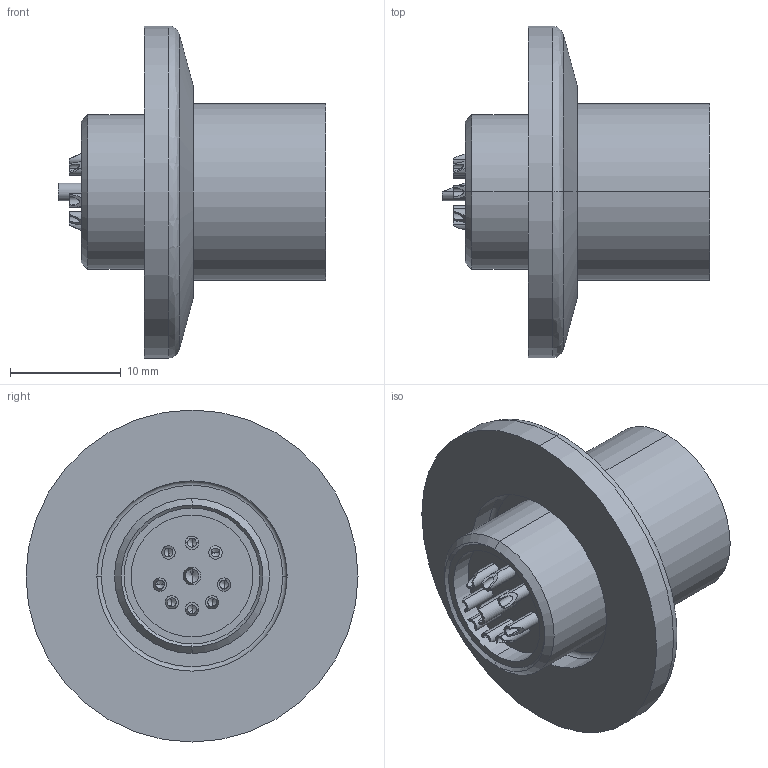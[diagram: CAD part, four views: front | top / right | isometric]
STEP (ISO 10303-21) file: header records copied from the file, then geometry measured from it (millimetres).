
FILE_DESCRIPTION (( 'STEP AP214' ), '1' );
FILE_NAME ('PF272013-X.step', '2017-07-10T09:00:24', ( 'install' ), ( '' ), 'SwSTEP 2.0', 'SolidWorks 2015', '' );
FILE_SCHEMA (( 'AUTOMOTIVE_DESIGN' ));
Length unit declared in the file: millimetre
Products named in the file (1): PF272013-X
Bounding box: 24.2 x 30 x 30 mm (x, y, z)
Volume: 4339.4 mm3; surface area: 4341.2 mm2
Topology: 1 solids, 10 shells, 257 faces, 588 edges, 334 vertices
Faces by surface type: cylinder 130, cone 80, plane 39, torus 6, bspline 2
Entity records: 7034 total; most frequent: DIRECTION 1320, CARTESIAN_POINT 1276, ORIENTED_EDGE 1104, EDGE_CURVE 552, AXIS2_PLACEMENT_3D 546, VERTEX_POINT 334, EDGE_LOOP 294, CIRCLE 290
